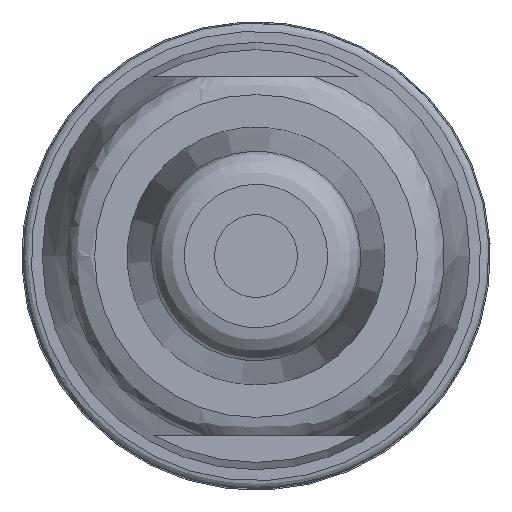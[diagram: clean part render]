
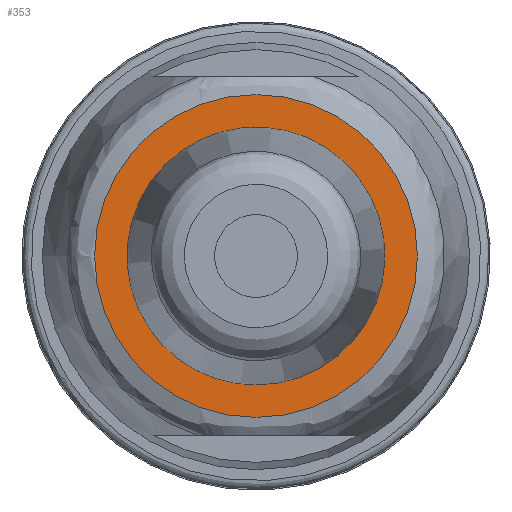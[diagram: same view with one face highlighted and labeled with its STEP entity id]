
A CAD part, front view. The second image highlights one B-rep face of the part: STEP entity #353.
In plain terms, the highlighted planar face has unit normal (0, -1, 0).
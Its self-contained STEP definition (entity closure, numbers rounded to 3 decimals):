
#353=ADVANCED_FACE('',(#687,#688),#432,.T.);
#432=PLANE('',#1756);
#687=FACE_BOUND('',#792,.T.);
#688=FACE_BOUND('',#793,.T.);
#792=EDGE_LOOP('',(#1101));
#793=EDGE_LOOP('',(#1102));
#1101=ORIENTED_EDGE('',*,*,#1532,.F.);
#1102=ORIENTED_EDGE('',*,*,#1533,.F.);
#1350=VERTEX_POINT('',#2570);
#1351=VERTEX_POINT('',#2574);
#1532=EDGE_CURVE('',#1350,#1350,#1637,.T.);
#1533=EDGE_CURVE('',#1351,#1351,#1638,.T.);
#1637=CIRCLE('',#1752,4.678);
#1638=CIRCLE('',#1755,5.853);
#1752=AXIS2_PLACEMENT_3D('',#2569,#2063,#2064);
#1755=AXIS2_PLACEMENT_3D('',#2573,#2069,#2070);
#1756=AXIS2_PLACEMENT_3D('',#2575,#2071,#2072);
#2063=DIRECTION('',(0.,-1.,0.));
#2064=DIRECTION('',(0.,0.,-1.));
#2069=DIRECTION('',(0.,1.,0.));
#2070=DIRECTION('',(-1.,0.,0.));
#2071=DIRECTION('',(0.,-1.,0.));
#2072=DIRECTION('',(-1.,0.,0.));
#2569=CARTESIAN_POINT('',(21.985,-55.865,0.));
#2570=CARTESIAN_POINT('',(21.985,-55.865,-4.678));
#2573=CARTESIAN_POINT('',(21.985,-55.865,0.));
#2574=CARTESIAN_POINT('',(16.132,-55.865,0.));
#2575=CARTESIAN_POINT('',(28.423,-55.865,6.438));
